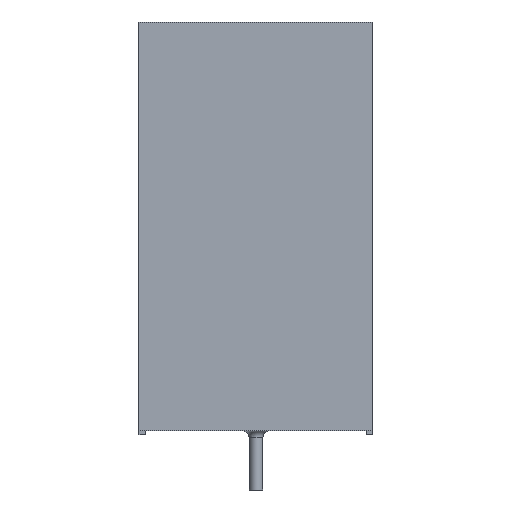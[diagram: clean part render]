
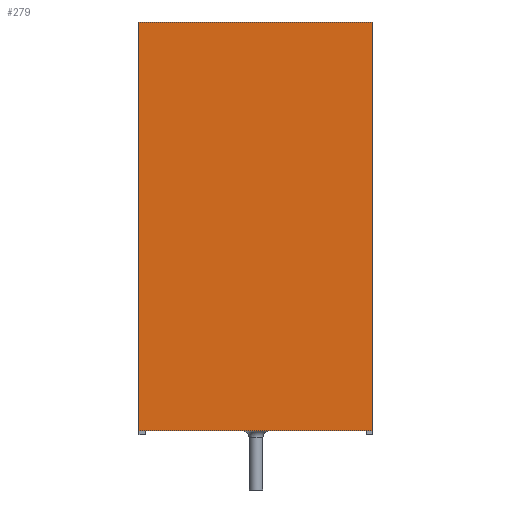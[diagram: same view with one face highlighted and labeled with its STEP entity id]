
A CAD part, left-side view. The second image highlights one B-rep face of the part: STEP entity #279.
In plain terms, the highlighted planar face has unit normal (-1, 0, 0).
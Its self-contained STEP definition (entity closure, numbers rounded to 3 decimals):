
#279 = ADVANCED_FACE( '', ( #764 ), #765, .F. );
#764 = FACE_OUTER_BOUND( '', #1500, .T. );
#765 = PLANE( '', #1501 );
#1500 = EDGE_LOOP( '', ( #2347, #2348, #2349, #2350 ) );
#1501 = AXIS2_PLACEMENT_3D( '', #2351, #2352, #2353 );
#2347 = ORIENTED_EDGE( '', *, *, #5009, .T. );
#2348 = ORIENTED_EDGE( '', *, *, #5010, .F. );
#2349 = ORIENTED_EDGE( '', *, *, #5011, .F. );
#2350 = ORIENTED_EDGE( '', *, *, #5012, .T. );
#2351 = CARTESIAN_POINT( '', ( -21., -8.5, 14.85 ) );
#2352 = DIRECTION( '', ( 1., 0., 0. ) );
#2353 = DIRECTION( '', ( 0., 0., -1. ) );
#5009 = EDGE_CURVE( '', #5846, #5847, #5848, .T. );
#5010 = EDGE_CURVE( '', #5849, #5847, #5850, .T. );
#5011 = EDGE_CURVE( '', #5851, #5849, #5852, .T. );
#5012 = EDGE_CURVE( '', #5851, #5846, #5853, .T. );
#5846 = VERTEX_POINT( '', #7136 );
#5847 = VERTEX_POINT( '', #7137 );
#5848 = LINE( '', #7138, #7139 );
#5849 = VERTEX_POINT( '', #7140 );
#5850 = LINE( '', #7141, #7142 );
#5851 = VERTEX_POINT( '', #7143 );
#5852 = LINE( '', #7144, #7145 );
#5853 = LINE( '', #7146, #7147 );
#7136 = CARTESIAN_POINT( '', ( -21., 8.5, 14.85 ) );
#7137 = CARTESIAN_POINT( '', ( -21., 8.5, -14.85 ) );
#7138 = CARTESIAN_POINT( '', ( -21., 8.5, 14.85 ) );
#7139 = VECTOR( '', #10174, 1000. );
#7140 = CARTESIAN_POINT( '', ( -21., -8.5, -14.85 ) );
#7141 = CARTESIAN_POINT( '', ( -21., -8.5, -14.85 ) );
#7142 = VECTOR( '', #10175, 1000. );
#7143 = CARTESIAN_POINT( '', ( -21., -8.5, 14.85 ) );
#7144 = CARTESIAN_POINT( '', ( -21., -8.5, 14.85 ) );
#7145 = VECTOR( '', #10176, 1000. );
#7146 = CARTESIAN_POINT( '', ( -21., -8.5, 14.85 ) );
#7147 = VECTOR( '', #10177, 1000. );
#10174 = DIRECTION( '', ( 0., 0., -1. ) );
#10175 = DIRECTION( '', ( 0., 1., 0. ) );
#10176 = DIRECTION( '', ( 0., 0., -1. ) );
#10177 = DIRECTION( '', ( 0., 1., 0. ) );
